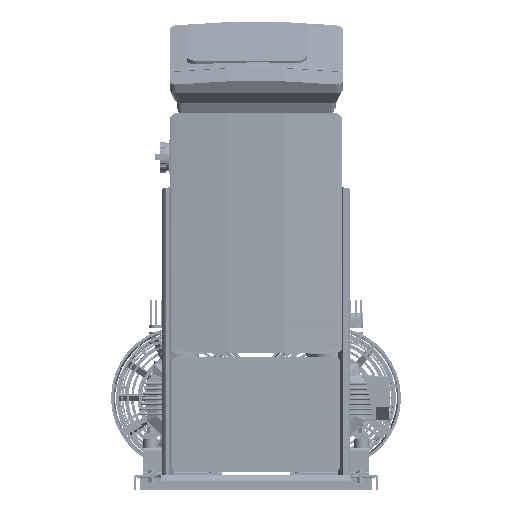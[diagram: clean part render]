
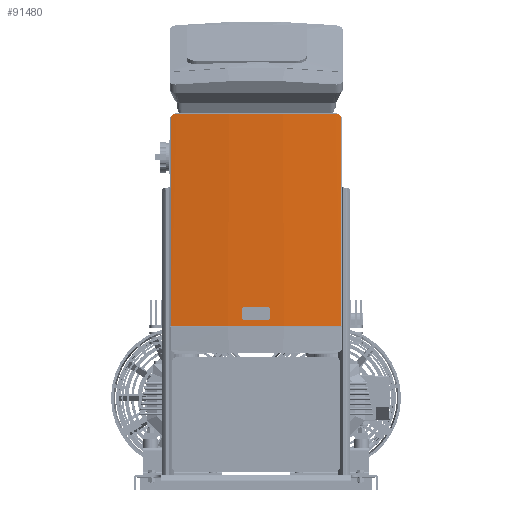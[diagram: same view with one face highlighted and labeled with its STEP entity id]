
A CAD part, front view. The second image highlights one B-rep face of the part: STEP entity #91480.
In plain terms, the highlighted cylindrical face has radius 1452.14 mm (diameter 2904.28 mm), a partial arc.
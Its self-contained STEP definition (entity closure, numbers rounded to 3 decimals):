
#253=B_SPLINE_CURVE_WITH_KNOTS($,3,(#152194,#152195,#152196,#152197,#152198,
#152199,#152200,#152201,#152202,#152203,#152204,#152205),.UNSPECIFIED.,
 .F.,.F.,(4,2,2,2,2,4),(50.621,52.857,55.511,
58.165,60.819,63.473),.UNSPECIFIED.);
#254=B_SPLINE_CURVE_WITH_KNOTS($,3,(#152208,#152209,#152210,#152211,#152212,
#152213,#152214,#152215,#152216,#152217,#152218,#152219),.UNSPECIFIED.,
 .F.,.F.,(4,2,2,2,2,4),(21.151,23.805,26.459,
29.113,31.768,34.003),.UNSPECIFIED.);
#8098=LINE($,#152135,#16974);
#8101=LINE($,#152192,#16977);
#16974=VECTOR($,#124232,411.147);
#16977=VECTOR($,#124241,411.147);
#27518=FACE_OUTER_BOUND($,#33628,.T.);
#33628=EDGE_LOOP($,(#81723,#81724,#81725,#81726,#81727,#81728));
#37860=CIRCLE($,#100313,1452.138);
#37866=CIRCLE($,#100325,1452.138);
#45608=VERTEX_POINT($,#152087);
#45609=VERTEX_POINT($,#152089);
#45618=VERTEX_POINT($,#152134);
#45623=VERTEX_POINT($,#152191);
#45624=VERTEX_POINT($,#152193);
#45625=VERTEX_POINT($,#152206);
#57903=EDGE_CURVE($,#45609,#45608,#37860,.T.);
#57916=EDGE_CURVE($,#45609,#45618,#8098,.T.);
#57923=EDGE_CURVE($,#45608,#45623,#8101,.T.);
#57924=EDGE_CURVE($,#45623,#45624,#253,.T.);
#57925=EDGE_CURVE($,#45624,#45625,#37866,.T.);
#57926=EDGE_CURVE($,#45625,#45618,#254,.T.);
#81723=ORIENTED_EDGE($,*,*,#57903,.T.);
#81724=ORIENTED_EDGE($,*,*,#57923,.T.);
#81725=ORIENTED_EDGE($,*,*,#57924,.T.);
#81726=ORIENTED_EDGE($,*,*,#57925,.T.);
#81727=ORIENTED_EDGE($,*,*,#57926,.T.);
#81728=ORIENTED_EDGE($,*,*,#57916,.F.);
#87053=CYLINDRICAL_SURFACE($,#100324,1452.138);
#91480=ADVANCED_FACE($,(#27518),#87053,.T.);
#100313=AXIS2_PLACEMENT_3D($,#152090,#124207,#124208);
#100324=AXIS2_PLACEMENT_3D($,#152190,#124239,#124240);
#100325=AXIS2_PLACEMENT_3D($,#152207,#124242,#124243);
#124207=DIRECTION('center_axis',(0.,0.,1.));
#124208=DIRECTION('ref_axis',(0.,-1.,0.));
#124232=DIRECTION($,(0.,0.,1.));
#124239=DIRECTION('center_axis',(0.,0.,1.));
#124240=DIRECTION('ref_axis',(0.,-1.,0.));
#124241=DIRECTION($,(0.,0.,1.));
#124242=DIRECTION('center_axis',(0.,0.,-1.));
#124243=DIRECTION('ref_axis',(0.,-1.,0.));
#152087=CARTESIAN_POINT('',(167.381,-20.011,297.032));
#152089=CARTESIAN_POINT('',(-167.391,-20.011,297.032));
#152090=CARTESIAN_POINT('Origin',(-0.005,1422.448,
297.032));
#152134=CARTESIAN_POINT('',(-167.391,-20.011,708.178));
#152135=CARTESIAN_POINT($,(-167.391,-20.011,243.032));
#152190=CARTESIAN_POINT('Origin',(-0.005,1422.448,
243.032));
#152191=CARTESIAN_POINT('',(167.381,-20.011,708.178));
#152192=CARTESIAN_POINT($,(167.381,-20.011,243.032));
#152193=CARTESIAN_POINT('',(155.995,-21.287,714.032));
#152194=CARTESIAN_POINT('Ctrl Pts',(167.381,-20.011,
708.178));
#152195=CARTESIAN_POINT('Ctrl Pts',(166.929,-20.063,
708.809));
#152196=CARTESIAN_POINT('Ctrl Pts',(166.431,-20.121,709.393));
#152197=CARTESIAN_POINT('Ctrl Pts',(165.284,-20.253,
710.543));
#152198=CARTESIAN_POINT('Ctrl Pts',(164.581,-20.333,
711.128));
#152199=CARTESIAN_POINT('Ctrl Pts',(163.049,-20.507,
712.16));
#152200=CARTESIAN_POINT('Ctrl Pts',(162.221,-20.601,
712.606));
#152201=CARTESIAN_POINT('Ctrl Pts',(160.494,-20.794,
713.322));
#152202=CARTESIAN_POINT('Ctrl Pts',(159.594,-20.894,
713.592));
#152203=CARTESIAN_POINT('Ctrl Pts',(157.784,-21.092,
713.947));
#152204=CARTESIAN_POINT('Ctrl Pts',(156.875,-21.192,
714.032));
#152205=CARTESIAN_POINT('Ctrl Pts',(155.995,-21.287,
714.032));
#152206=CARTESIAN_POINT('',(-156.005,-21.287,714.032));
#152207=CARTESIAN_POINT('Origin',(-0.005,1422.448,
714.032));
#152208=CARTESIAN_POINT('Ctrl Pts',(-156.005,-21.287,
714.032));
#152209=CARTESIAN_POINT('Ctrl Pts',(-156.885,-21.192,
714.032));
#152210=CARTESIAN_POINT('Ctrl Pts',(-157.794,-21.092,
713.947));
#152211=CARTESIAN_POINT('Ctrl Pts',(-159.604,-20.894,
713.592));
#152212=CARTESIAN_POINT('Ctrl Pts',(-160.504,-20.794,
713.322));
#152213=CARTESIAN_POINT('Ctrl Pts',(-162.231,-20.601,
712.606));
#152214=CARTESIAN_POINT('Ctrl Pts',(-163.059,-20.507,
712.16));
#152215=CARTESIAN_POINT('Ctrl Pts',(-164.591,-20.333,
711.128));
#152216=CARTESIAN_POINT('Ctrl Pts',(-165.294,-20.253,
710.543));
#152217=CARTESIAN_POINT('Ctrl Pts',(-166.441,-20.121,
709.393));
#152218=CARTESIAN_POINT('Ctrl Pts',(-166.939,-20.063,
708.809));
#152219=CARTESIAN_POINT('Ctrl Pts',(-167.391,-20.011,
708.178));
